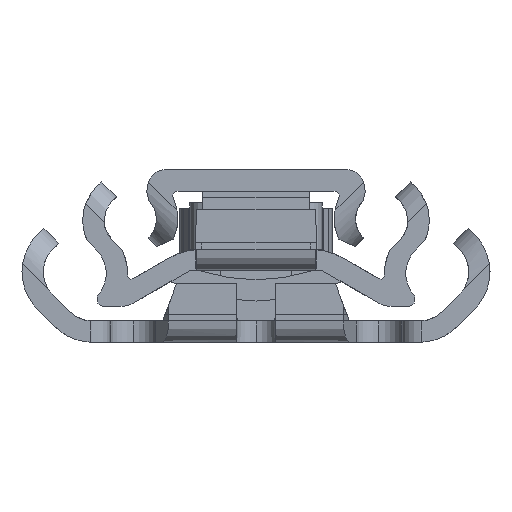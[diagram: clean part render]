
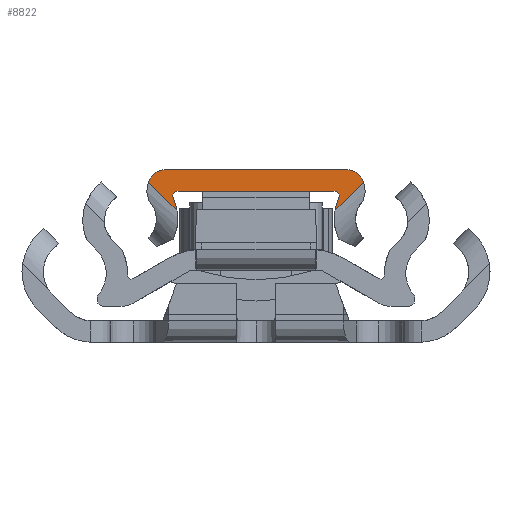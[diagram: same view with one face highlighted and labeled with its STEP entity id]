
A CAD part, left-side view. The second image highlights one B-rep face of the part: STEP entity #8822.
In plain terms, the highlighted planar face has unit normal (-1, 0, 0).
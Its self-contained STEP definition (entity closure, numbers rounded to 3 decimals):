
#65 = CARTESIAN_POINT ( 'NONE',  ( 0., 7.037, 10.982 ) ) ;
#199 = CARTESIAN_POINT ( 'NONE',  ( 0., -5.949, 9.893 ) ) ;
#501 = CARTESIAN_POINT ( 'NONE',  ( 0., 7.462, 12.85 ) ) ;
#521 = CARTESIAN_POINT ( 'NONE',  ( 0., 8.124, 12.07 ) ) ;
#581 = ORIENTED_EDGE ( 'NONE', *, *, #8642, .F. ) ;
#602 = DIRECTION ( 'NONE',  ( 0., 0., -1. ) ) ;
#688 = DIRECTION ( 'NONE',  ( 0., 0., -1. ) ) ;
#837 = EDGE_CURVE ( 'NONE', #6292, #9260, #4615, .T. ) ;
#957 = CARTESIAN_POINT ( 'NONE',  ( 0., -9.484, 9.3 ) ) ;
#1071 = EDGE_CURVE ( 'NONE', #4811, #8730, #3881, .T. ) ;
#1074 = CARTESIAN_POINT ( 'NONE',  ( 0., 6.935, 12. ) ) ;
#1166 = PLANE ( 'NONE',  #5167 ) ;
#1201 = VERTEX_POINT ( 'NONE', #6701 ) ;
#1707 = DIRECTION ( 'NONE',  ( 1., 0., 0. ) ) ;
#1780 = CIRCLE ( 'NONE', #5801, 1. ) ;
#1978 = EDGE_CURVE ( 'NONE', #5929, #7609, #8106, .T. ) ;
#1982 = CARTESIAN_POINT ( 'NONE',  ( 0., -6.935, 13. ) ) ;
#2267 = CARTESIAN_POINT ( 'NONE',  ( 0., -5.881, 11. ) ) ;
#2702 = CARTESIAN_POINT ( 'NONE',  ( 0., 9.485, 9.3 ) ) ;
#2886 = VECTOR ( 'NONE', #4181, 1000. ) ;
#2887 = CIRCLE ( 'NONE', #6373, 3.584 ) ;
#2957 = CARTESIAN_POINT ( 'NONE',  ( 0., -6.935, 12. ) ) ;
#2959 = EDGE_CURVE ( 'NONE', #3356, #5929, #2887, .T. ) ;
#2977 = CARTESIAN_POINT ( 'NONE',  ( 0., 5.881, 11. ) ) ;
#3079 = DIRECTION ( 'NONE',  ( 0., -1., 0. ) ) ;
#3113 = CARTESIAN_POINT ( 'NONE',  ( 0., -6.243, 10.829 ) ) ;
#3356 = VERTEX_POINT ( 'NONE', #199 ) ;
#3503 = VERTEX_POINT ( 'NONE', #521 ) ;
#3506 = CARTESIAN_POINT ( 'NONE',  ( 0., -7.462, 12.85 ) ) ;
#3533 = EDGE_CURVE ( 'NONE', #1201, #6292, #8312, .T. ) ;
#3864 = CARTESIAN_POINT ( 'NONE',  ( 0., 5.949, 9.893 ) ) ;
#3881 = LINE ( 'NONE', #10545, #5854 ) ;
#3898 = DIRECTION ( 'NONE',  ( -1., 0., 0. ) ) ;
#3902 = CARTESIAN_POINT ( 'NONE',  ( 0., -0.462, 4.398 ) ) ;
#4181 = DIRECTION ( 'NONE',  ( 0., 1., 0. ) ) ;
#4307 = EDGE_CURVE ( 'NONE', #7477, #5508, #7446, .T. ) ;
#4405 = CIRCLE ( 'NONE', #4932, 1.666 ) ;
#4459 = DIRECTION ( 'NONE',  ( 1., 0., 0. ) ) ;
#4552 = CARTESIAN_POINT ( 'NONE',  ( 0., 6.584, 11.434 ) ) ;
#4615 = CIRCLE ( 'NONE', #6012, 3.584 ) ;
#4811 = VERTEX_POINT ( 'NONE', #8071 ) ;
#4832 = CIRCLE ( 'NONE', #7260, 1. ) ;
#4905 = ORIENTED_EDGE ( 'NONE', *, *, #9515, .F. ) ;
#4932 = AXIS2_PLACEMENT_3D ( 'NONE', #9183, #1707, #7533 ) ;
#5167 = AXIS2_PLACEMENT_3D ( 'NONE', #4552, #6899, #6135 ) ;
#5393 = CARTESIAN_POINT ( 'NONE',  ( 0., 6.243, 10.829 ) ) ;
#5414 = CARTESIAN_POINT ( 'NONE',  ( 0., -6.584, 11.434 ) ) ;
#5456 = VERTEX_POINT ( 'NONE', #501 ) ;
#5508 = VERTEX_POINT ( 'NONE', #10431 ) ;
#5514 = EDGE_CURVE ( 'NONE', #8730, #7477, #1780, .T. ) ;
#5629 = EDGE_CURVE ( 'NONE', #3503, #5456, #4405, .T. ) ;
#5722 = ORIENTED_EDGE ( 'NONE', *, *, #1071, .F. ) ;
#5801 = AXIS2_PLACEMENT_3D ( 'NONE', #2957, #6289, #9611 ) ;
#5854 = VECTOR ( 'NONE', #3079, 1000. ) ;
#5929 = VERTEX_POINT ( 'NONE', #3113 ) ;
#5963 = ORIENTED_EDGE ( 'NONE', *, *, #3533, .F. ) ;
#6012 = AXIS2_PLACEMENT_3D ( 'NONE', #2702, #6036, #9371 ) ;
#6036 = DIRECTION ( 'NONE',  ( 1., 0., 0. ) ) ;
#6106 = ORIENTED_EDGE ( 'NONE', *, *, #4307, .F. ) ;
#6135 = DIRECTION ( 'NONE',  ( 0., 0., -1. ) ) ;
#6289 = DIRECTION ( 'NONE',  ( 1., 0., 0. ) ) ;
#6292 = VERTEX_POINT ( 'NONE', #5393 ) ;
#6334 = VECTOR ( 'NONE', #10611, 1000. ) ;
#6353 = EDGE_CURVE ( 'NONE', #3356, #5508, #8881, .T. ) ;
#6373 = AXIS2_PLACEMENT_3D ( 'NONE', #957, #4459, #7567 ) ;
#6701 = CARTESIAN_POINT ( 'NONE',  ( 0., 5.881, 11.4 ) ) ;
#6702 = AXIS2_PLACEMENT_3D ( 'NONE', #2267, #7289, #9907 ) ;
#6718 = LINE ( 'NONE', #65, #6334 ) ;
#6789 = CARTESIAN_POINT ( 'NONE',  ( 0., 5.881, 11.4 ) ) ;
#6821 = EDGE_CURVE ( 'NONE', #3503, #9260, #6718, .T. ) ;
#6842 = VECTOR ( 'NONE', #10407, 1000. ) ;
#6899 = DIRECTION ( 'NONE',  ( 1., 0., 0. ) ) ;
#7212 = CARTESIAN_POINT ( 'NONE',  ( 0., -5.881, 11.4 ) ) ;
#7260 = AXIS2_PLACEMENT_3D ( 'NONE', #1074, #9439, #7692 ) ;
#7289 = DIRECTION ( 'NONE',  ( -1., 0., 0. ) ) ;
#7388 = ORIENTED_EDGE ( 'NONE', *, *, #5629, .F. ) ;
#7446 = CIRCLE ( 'NONE', #9025, 1.666 ) ;
#7477 = VERTEX_POINT ( 'NONE', #3506 ) ;
#7488 = ORIENTED_EDGE ( 'NONE', *, *, #2959, .F. ) ;
#7533 = DIRECTION ( 'NONE',  ( 0., 0., -1. ) ) ;
#7567 = DIRECTION ( 'NONE',  ( 0., 0., -1. ) ) ;
#7609 = VERTEX_POINT ( 'NONE', #7212 ) ;
#7692 = DIRECTION ( 'NONE',  ( 0., 0., -1. ) ) ;
#7765 = ORIENTED_EDGE ( 'NONE', *, *, #5514, .F. ) ;
#7870 = ORIENTED_EDGE ( 'NONE', *, *, #837, .F. ) ;
#8071 = CARTESIAN_POINT ( 'NONE',  ( 0., 6.935, 13. ) ) ;
#8106 = CIRCLE ( 'NONE', #6702, 0.4 ) ;
#8312 = CIRCLE ( 'NONE', #9693, 0.4 ) ;
#8432 = LINE ( 'NONE', #6789, #2886 ) ;
#8642 = EDGE_CURVE ( 'NONE', #7609, #1201, #8432, .T. ) ;
#8730 = VERTEX_POINT ( 'NONE', #1982 ) ;
#8822 = ADVANCED_FACE ( 'NONE', ( #9521 ), #1166, .F. ) ;
#8856 = DIRECTION ( 'NONE',  ( 1., 0., 0. ) ) ;
#8881 = LINE ( 'NONE', #3902, #6842 ) ;
#9025 = AXIS2_PLACEMENT_3D ( 'NONE', #5414, #8856, #602 ) ;
#9183 = CARTESIAN_POINT ( 'NONE',  ( 0., 6.584, 11.434 ) ) ;
#9236 = ORIENTED_EDGE ( 'NONE', *, *, #6353, .T. ) ;
#9260 = VERTEX_POINT ( 'NONE', #3864 ) ;
#9371 = DIRECTION ( 'NONE',  ( 0., 0., -1. ) ) ;
#9439 = DIRECTION ( 'NONE',  ( 1., 0., 0. ) ) ;
#9515 = EDGE_CURVE ( 'NONE', #5456, #4811, #4832, .T. ) ;
#9521 = FACE_OUTER_BOUND ( 'NONE', #10021, .T. ) ;
#9611 = DIRECTION ( 'NONE',  ( 0., 0., -1. ) ) ;
#9693 = AXIS2_PLACEMENT_3D ( 'NONE', #2977, #3898, #688 ) ;
#9907 = DIRECTION ( 'NONE',  ( 0., 0., -1. ) ) ;
#10021 = EDGE_LOOP ( 'NONE', ( #7388, #10633, #7870, #5963, #581, #10184, #7488, #9236, #6106, #7765, #5722, #4905 ) ) ;
#10184 = ORIENTED_EDGE ( 'NONE', *, *, #1978, .F. ) ;
#10407 = DIRECTION ( 'NONE',  ( 0., -0.707, 0.708 ) ) ;
#10431 = CARTESIAN_POINT ( 'NONE',  ( 0., -8.124, 12.07 ) ) ;
#10545 = CARTESIAN_POINT ( 'NONE',  ( 0., -6.935, 13. ) ) ;
#10611 = DIRECTION ( 'NONE',  ( 0., -0.707, -0.708 ) ) ;
#10633 = ORIENTED_EDGE ( 'NONE', *, *, #6821, .T. ) ;
